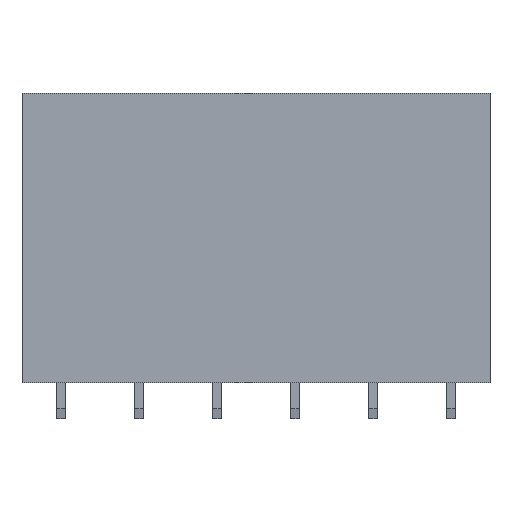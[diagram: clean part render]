
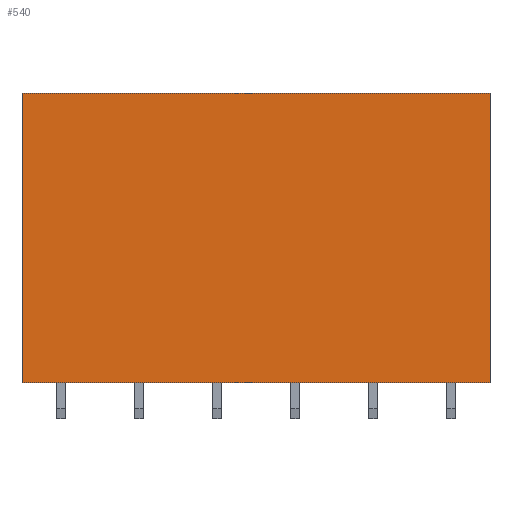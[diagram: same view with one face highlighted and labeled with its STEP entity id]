
A CAD part, front view. The second image highlights one B-rep face of the part: STEP entity #540.
In plain terms, the highlighted planar face has unit normal (0, -1, 0).
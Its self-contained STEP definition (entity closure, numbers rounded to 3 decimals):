
#513=AXIS2_PLACEMENT_3D('Plane Axis2P3D',#510,#511,#512) ;
#80=CARTESIAN_POINT('Vertex',(45.72,0.,3.5)) ;
#83=CARTESIAN_POINT('Line Origine',(22.86,0.,3.5)) ;
#87=CARTESIAN_POINT('Vertex',(0.,0.,3.5)) ;
#510=CARTESIAN_POINT('Axis2P3D Location',(0.,0.,31.8)) ;
#515=CARTESIAN_POINT('Line Origine',(45.72,0.,17.65)) ;
#519=CARTESIAN_POINT('Vertex',(45.72,0.,31.8)) ;
#522=CARTESIAN_POINT('Line Origine',(22.86,0.,31.8)) ;
#526=CARTESIAN_POINT('Vertex',(0.,0.,31.8)) ;
#529=CARTESIAN_POINT('Line Origine',(0.,0.,17.65)) ;
#84=DIRECTION('Vector Direction',(1.,0.,0.)) ;
#511=DIRECTION('Axis2P3D Direction',(0.,-1.,0.)) ;
#512=DIRECTION('Axis2P3D XDirection',(0.,-0.,-1.)) ;
#516=DIRECTION('Vector Direction',(0.,0.,-1.)) ;
#523=DIRECTION('Vector Direction',(1.,0.,0.)) ;
#530=DIRECTION('Vector Direction',(0.,0.,-1.)) ;
#85=VECTOR('Line Direction',#84,1.) ;
#517=VECTOR('Line Direction',#516,1.) ;
#524=VECTOR('Line Direction',#523,1.) ;
#531=VECTOR('Line Direction',#530,1.) ;
#535=ORIENTED_EDGE('',*,*,#521,.T.) ;
#536=ORIENTED_EDGE('',*,*,#528,.F.) ;
#537=ORIENTED_EDGE('',*,*,#533,.F.) ;
#538=ORIENTED_EDGE('',*,*,#89,.T.) ;
#540=ADVANCED_FACE('HOUSING',(#539),#514,.T.) ;
#89=EDGE_CURVE('',#88,#81,#86,.T.) ;
#521=EDGE_CURVE('',#81,#520,#518,.F.) ;
#528=EDGE_CURVE('',#527,#520,#525,.T.) ;
#533=EDGE_CURVE('',#88,#527,#532,.F.) ;
#534=EDGE_LOOP('',(#535,#536,#537,#538)) ;
#539=FACE_OUTER_BOUND('',#534,.T.) ;
#86=LINE('Line',#83,#85) ;
#518=LINE('Line',#515,#517) ;
#525=LINE('Line',#522,#524) ;
#532=LINE('Line',#529,#531) ;
#514=PLANE('',#513) ;
#81=VERTEX_POINT('',#80) ;
#88=VERTEX_POINT('',#87) ;
#520=VERTEX_POINT('',#519) ;
#527=VERTEX_POINT('',#526) ;
